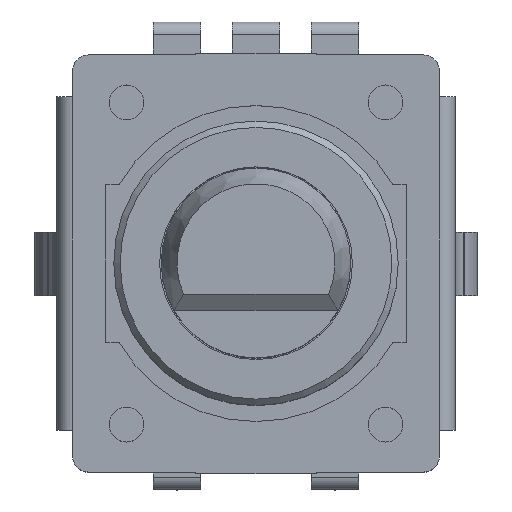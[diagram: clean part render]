
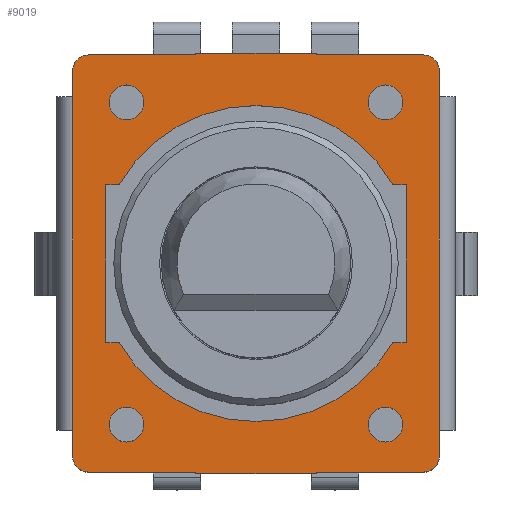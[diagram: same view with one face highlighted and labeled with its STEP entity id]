
A CAD part, top view. The second image highlights one B-rep face of the part: STEP entity #9019.
In plain terms, the highlighted planar face has unit normal (0, 0, 1).
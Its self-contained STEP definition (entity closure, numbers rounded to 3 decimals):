
#414=CIRCLE('',#11317,5.);
#415=CIRCLE('',#11318,5.);
#416=CIRCLE('',#11319,0.55);
#417=CIRCLE('',#11320,0.55);
#418=CIRCLE('',#11321,0.55);
#419=CIRCLE('',#11322,0.55);
#420=CIRCLE('',#11323,0.5);
#421=CIRCLE('',#11324,0.5);
#422=CIRCLE('',#11325,0.5);
#423=CIRCLE('',#11326,0.5);
#1767=ORIENTED_EDGE('',*,*,#3890,.F.);
#1768=ORIENTED_EDGE('',*,*,#3891,.F.);
#1769=ORIENTED_EDGE('',*,*,#3892,.F.);
#1770=ORIENTED_EDGE('',*,*,#3893,.F.);
#1771=ORIENTED_EDGE('',*,*,#3894,.F.);
#1772=ORIENTED_EDGE('',*,*,#3895,.F.);
#1773=ORIENTED_EDGE('',*,*,#3896,.F.);
#1774=ORIENTED_EDGE('',*,*,#3897,.F.);
#1775=ORIENTED_EDGE('',*,*,#3898,.T.);
#1776=ORIENTED_EDGE('',*,*,#3899,.T.);
#1777=ORIENTED_EDGE('',*,*,#3900,.T.);
#1778=ORIENTED_EDGE('',*,*,#3901,.T.);
#1779=ORIENTED_EDGE('',*,*,#3860,.T.);
#1780=ORIENTED_EDGE('',*,*,#3902,.T.);
#1781=ORIENTED_EDGE('',*,*,#3863,.T.);
#1782=ORIENTED_EDGE('',*,*,#3903,.T.);
#1783=ORIENTED_EDGE('',*,*,#3904,.T.);
#1784=ORIENTED_EDGE('',*,*,#3905,.T.);
#1785=ORIENTED_EDGE('',*,*,#3713,.T.);
#1786=ORIENTED_EDGE('',*,*,#3906,.T.);
#1787=ORIENTED_EDGE('',*,*,#3844,.T.);
#1788=ORIENTED_EDGE('',*,*,#3907,.T.);
#1789=ORIENTED_EDGE('',*,*,#3852,.T.);
#1790=ORIENTED_EDGE('',*,*,#3908,.T.);
#1791=ORIENTED_EDGE('',*,*,#3707,.T.);
#1792=ORIENTED_EDGE('',*,*,#3909,.T.);
#1793=ORIENTED_EDGE('',*,*,#3910,.T.);
#1794=ORIENTED_EDGE('',*,*,#3911,.T.);
#1795=ORIENTED_EDGE('',*,*,#3857,.T.);
#1796=ORIENTED_EDGE('',*,*,#3912,.T.);
#1797=ORIENTED_EDGE('',*,*,#3847,.T.);
#1798=ORIENTED_EDGE('',*,*,#3913,.T.);
#3707=EDGE_CURVE('',#4873,#4872,#5816,.T.);
#3713=EDGE_CURVE('',#4876,#4878,#5822,.T.);
#3844=EDGE_CURVE('',#4979,#4977,#5917,.T.);
#3847=EDGE_CURVE('',#4981,#4975,#5920,.T.);
#3852=EDGE_CURVE('',#4986,#4985,#5925,.T.);
#3857=EDGE_CURVE('',#4988,#4990,#5930,.T.);
#3860=EDGE_CURVE('',#4994,#4993,#5933,.T.);
#3863=EDGE_CURVE('',#4997,#4996,#5936,.T.);
#3890=EDGE_CURVE('',#5015,#5016,#5953,.T.);
#3891=EDGE_CURVE('',#5017,#5015,#414,.T.);
#3892=EDGE_CURVE('',#5018,#5017,#5954,.T.);
#3893=EDGE_CURVE('',#5019,#5018,#5955,.T.);
#3894=EDGE_CURVE('',#5020,#5019,#5956,.T.);
#3895=EDGE_CURVE('',#5021,#5020,#415,.T.);
#3896=EDGE_CURVE('',#5022,#5021,#5957,.T.);
#3897=EDGE_CURVE('',#5016,#5022,#5958,.T.);
#3898=EDGE_CURVE('',#5023,#5023,#416,.T.);
#3899=EDGE_CURVE('',#5024,#5024,#417,.T.);
#3900=EDGE_CURVE('',#5025,#5025,#418,.T.);
#3901=EDGE_CURVE('',#5026,#5026,#419,.T.);
#3902=EDGE_CURVE('',#4993,#4997,#420,.T.);
#3903=EDGE_CURVE('',#4996,#5027,#5959,.T.);
#3904=EDGE_CURVE('',#5027,#5028,#5960,.T.);
#3905=EDGE_CURVE('',#5028,#4876,#5961,.T.);
#3906=EDGE_CURVE('',#4878,#4979,#421,.T.);
#3907=EDGE_CURVE('',#4977,#4986,#5962,.T.);
#3908=EDGE_CURVE('',#4985,#4873,#422,.T.);
#3909=EDGE_CURVE('',#4872,#5029,#5963,.T.);
#3910=EDGE_CURVE('',#5029,#5030,#5964,.T.);
#3911=EDGE_CURVE('',#5030,#4988,#5965,.T.);
#3912=EDGE_CURVE('',#4990,#4981,#423,.T.);
#3913=EDGE_CURVE('',#4975,#4994,#5966,.T.);
#4872=VERTEX_POINT('',#15545);
#4873=VERTEX_POINT('',#15547);
#4876=VERTEX_POINT('',#15554);
#4878=VERTEX_POINT('',#15558);
#4975=VERTEX_POINT('',#15800);
#4977=VERTEX_POINT('',#15806);
#4979=VERTEX_POINT('',#15812);
#4981=VERTEX_POINT('',#15818);
#4985=VERTEX_POINT('',#15827);
#4986=VERTEX_POINT('',#15829);
#4988=VERTEX_POINT('',#15834);
#4990=VERTEX_POINT('',#15838);
#4993=VERTEX_POINT('',#15845);
#4994=VERTEX_POINT('',#15847);
#4996=VERTEX_POINT('',#15852);
#4997=VERTEX_POINT('',#15854);
#5015=VERTEX_POINT('',#15901);
#5016=VERTEX_POINT('',#15902);
#5017=VERTEX_POINT('',#15904);
#5018=VERTEX_POINT('',#15906);
#5019=VERTEX_POINT('',#15908);
#5020=VERTEX_POINT('',#15910);
#5021=VERTEX_POINT('',#15912);
#5022=VERTEX_POINT('',#15914);
#5023=VERTEX_POINT('',#15917);
#5024=VERTEX_POINT('',#15919);
#5025=VERTEX_POINT('',#15921);
#5026=VERTEX_POINT('',#15923);
#5027=VERTEX_POINT('',#15926);
#5028=VERTEX_POINT('',#15928);
#5029=VERTEX_POINT('',#15934);
#5030=VERTEX_POINT('',#15936);
#5816=LINE('',#15546,#6808);
#5822=LINE('',#15559,#6814);
#5917=LINE('',#15811,#6909);
#5920=LINE('',#15817,#6912);
#5925=LINE('',#15828,#6917);
#5930=LINE('',#15839,#6922);
#5933=LINE('',#15846,#6925);
#5936=LINE('',#15853,#6928);
#5953=LINE('',#15900,#6945);
#5954=LINE('',#15905,#6946);
#5955=LINE('',#15907,#6947);
#5956=LINE('',#15909,#6948);
#5957=LINE('',#15913,#6949);
#5958=LINE('',#15915,#6950);
#5959=LINE('',#15925,#6951);
#5960=LINE('',#15927,#6952);
#5961=LINE('',#15929,#6953);
#5962=LINE('',#15931,#6954);
#5963=LINE('',#15933,#6955);
#5964=LINE('',#15935,#6956);
#5965=LINE('',#15937,#6957);
#5966=LINE('',#15939,#6958);
#6808=VECTOR('',#12549,1000.);
#6814=VECTOR('',#12557,1000.);
#6909=VECTOR('',#12766,1000.);
#6912=VECTOR('',#12771,1000.);
#6917=VECTOR('',#12778,1000.);
#6922=VECTOR('',#12785,1000.);
#6925=VECTOR('',#12790,1000.);
#6928=VECTOR('',#12795,1000.);
#6945=VECTOR('',#12836,1000.);
#6946=VECTOR('',#12839,1000.);
#6947=VECTOR('',#12840,1000.);
#6948=VECTOR('',#12841,1000.);
#6949=VECTOR('',#12844,1000.);
#6950=VECTOR('',#12845,1000.);
#6951=VECTOR('',#12856,1000.);
#6952=VECTOR('',#12857,1000.);
#6953=VECTOR('',#12858,1000.);
#6954=VECTOR('',#12861,1000.);
#6955=VECTOR('',#12864,1000.);
#6956=VECTOR('',#12865,1000.);
#6957=VECTOR('',#12866,1000.);
#6958=VECTOR('',#12869,1000.);
#7544=EDGE_LOOP('',(#1767,#1768,#1769,#1770,#1771,#1772,#1773,#1774));
#7545=EDGE_LOOP('',(#1775));
#7546=EDGE_LOOP('',(#1776));
#7547=EDGE_LOOP('',(#1777));
#7548=EDGE_LOOP('',(#1778));
#7549=EDGE_LOOP('',(#1779,#1780,#1781,#1782,#1783,#1784,#1785,#1786,#1787,
#1788,#1789,#1790,#1791,#1792,#1793,#1794,#1795,#1796,#1797,#1798));
#8101=FACE_BOUND('',#7544,.T.);
#8102=FACE_BOUND('',#7545,.T.);
#8103=FACE_BOUND('',#7546,.T.);
#8104=FACE_BOUND('',#7547,.T.);
#8105=FACE_BOUND('',#7548,.T.);
#8106=FACE_BOUND('',#7549,.T.);
#8623=PLANE('',#11316);
#9019=ADVANCED_FACE('',(#8101,#8102,#8103,#8104,#8105,#8106),#8623,.T.);
#11316=AXIS2_PLACEMENT_3D('',#15899,#12834,#12835);
#11317=AXIS2_PLACEMENT_3D('',#15903,#12837,#12838);
#11318=AXIS2_PLACEMENT_3D('',#15911,#12842,#12843);
#11319=AXIS2_PLACEMENT_3D('',#15916,#12846,#12847);
#11320=AXIS2_PLACEMENT_3D('',#15918,#12848,#12849);
#11321=AXIS2_PLACEMENT_3D('',#15920,#12850,#12851);
#11322=AXIS2_PLACEMENT_3D('',#15922,#12852,#12853);
#11323=AXIS2_PLACEMENT_3D('',#15924,#12854,#12855);
#11324=AXIS2_PLACEMENT_3D('',#15930,#12859,#12860);
#11325=AXIS2_PLACEMENT_3D('',#15932,#12862,#12863);
#11326=AXIS2_PLACEMENT_3D('',#15938,#12867,#12868);
#12549=DIRECTION('',(1.,0.,0.));
#12557=DIRECTION('',(-1.,0.,0.));
#12766=DIRECTION('',(0.,-1.,0.));
#12771=DIRECTION('',(0.,1.,0.));
#12778=DIRECTION('',(0.,-1.,0.));
#12785=DIRECTION('',(1.,0.,0.));
#12790=DIRECTION('',(0.,1.,0.));
#12795=DIRECTION('',(-1.,0.,0.));
#12834=DIRECTION('',(0.,0.,1.));
#12835=DIRECTION('',(1.,0.,0.));
#12836=DIRECTION('',(-1.,0.,0.));
#12837=DIRECTION('',(0.,0.,1.));
#12838=DIRECTION('',(1.,0.,0.));
#12839=DIRECTION('',(-1.,0.,0.));
#12840=DIRECTION('',(0.,1.,0.));
#12841=DIRECTION('',(1.,0.,0.));
#12842=DIRECTION('',(0.,0.,1.));
#12843=DIRECTION('',(1.,0.,0.));
#12844=DIRECTION('',(1.,0.,0.));
#12845=DIRECTION('',(0.,-1.,0.));
#12846=DIRECTION('',(0.,0.,-1.));
#12847=DIRECTION('',(1.,0.,0.));
#12848=DIRECTION('',(0.,0.,-1.));
#12849=DIRECTION('',(1.,0.,0.));
#12850=DIRECTION('',(0.,0.,-1.));
#12851=DIRECTION('',(1.,0.,0.));
#12852=DIRECTION('',(0.,0.,-1.));
#12853=DIRECTION('',(1.,0.,0.));
#12854=DIRECTION('',(0.,0.,1.));
#12855=DIRECTION('',(1.,0.,0.));
#12856=DIRECTION('',(0.,1.,0.));
#12857=DIRECTION('',(-1.,0.,0.));
#12858=DIRECTION('',(0.,-1.,0.));
#12859=DIRECTION('',(0.,0.,1.));
#12860=DIRECTION('',(1.,0.,0.));
#12861=DIRECTION('',(0.,-1.,0.));
#12862=DIRECTION('',(0.,0.,1.));
#12863=DIRECTION('',(1.,0.,0.));
#12864=DIRECTION('',(0.,-1.,0.));
#12865=DIRECTION('',(1.,0.,0.));
#12866=DIRECTION('',(0.,1.,0.));
#12867=DIRECTION('',(0.,0.,1.));
#12868=DIRECTION('',(1.,0.,0.));
#12869=DIRECTION('',(0.,1.,0.));
#15545=CARTESIAN_POINT('',(-1.9,-6.6,0.));
#15546=CARTESIAN_POINT('',(-5.8,-6.6,0.));
#15547=CARTESIAN_POINT('',(-5.3,-6.6,0.));
#15554=CARTESIAN_POINT('',(-1.9,6.6,0.));
#15558=CARTESIAN_POINT('',(-5.3,6.6,0.));
#15559=CARTESIAN_POINT('',(5.8,6.6,0.));
#15800=CARTESIAN_POINT('',(5.8,-5.275,0.));
#15806=CARTESIAN_POINT('',(-5.8,5.275,0.));
#15811=CARTESIAN_POINT('',(-5.8,6.6,0.));
#15812=CARTESIAN_POINT('',(-5.8,6.1,0.));
#15817=CARTESIAN_POINT('',(5.8,-6.6,0.));
#15818=CARTESIAN_POINT('',(5.8,-6.1,0.));
#15827=CARTESIAN_POINT('',(-5.8,-6.1,0.));
#15828=CARTESIAN_POINT('',(-5.8,6.6,0.));
#15829=CARTESIAN_POINT('',(-5.8,-5.275,0.));
#15834=CARTESIAN_POINT('',(1.9,-6.6,0.));
#15838=CARTESIAN_POINT('',(5.3,-6.6,0.));
#15839=CARTESIAN_POINT('',(-5.8,-6.6,0.));
#15845=CARTESIAN_POINT('',(5.8,6.1,0.));
#15846=CARTESIAN_POINT('',(5.8,-6.6,0.));
#15847=CARTESIAN_POINT('',(5.8,5.275,0.));
#15852=CARTESIAN_POINT('',(1.9,6.6,0.));
#15853=CARTESIAN_POINT('',(5.8,6.6,0.));
#15854=CARTESIAN_POINT('',(5.3,6.6,0.));
#15899=CARTESIAN_POINT('',(0.,0.,0.));
#15900=CARTESIAN_POINT('',(-4.75,2.5,0.));
#15901=CARTESIAN_POINT('',(-4.33,2.5,0.));
#15902=CARTESIAN_POINT('',(-4.75,2.5,0.));
#15903=CARTESIAN_POINT('',(0.,0.,0.));
#15904=CARTESIAN_POINT('',(4.33,2.5,0.));
#15905=CARTESIAN_POINT('',(4.33,2.5,0.));
#15906=CARTESIAN_POINT('',(4.75,2.5,0.));
#15907=CARTESIAN_POINT('',(4.75,2.5,0.));
#15908=CARTESIAN_POINT('',(4.75,-2.5,0.));
#15909=CARTESIAN_POINT('',(4.75,-2.5,0.));
#15910=CARTESIAN_POINT('',(4.33,-2.5,0.));
#15911=CARTESIAN_POINT('',(0.,0.,0.));
#15912=CARTESIAN_POINT('',(-4.33,-2.5,0.));
#15913=CARTESIAN_POINT('',(-4.75,-2.5,0.));
#15914=CARTESIAN_POINT('',(-4.75,-2.5,0.));
#15915=CARTESIAN_POINT('',(-4.75,2.5,0.));
#15916=CARTESIAN_POINT('',(-4.1,-5.1,0.));
#15917=CARTESIAN_POINT('',(-3.55,-5.1,0.));
#15918=CARTESIAN_POINT('',(4.1,-5.1,0.));
#15919=CARTESIAN_POINT('',(4.65,-5.1,0.));
#15920=CARTESIAN_POINT('',(4.1,5.1,0.));
#15921=CARTESIAN_POINT('',(4.65,5.1,0.));
#15922=CARTESIAN_POINT('',(-4.1,5.1,0.));
#15923=CARTESIAN_POINT('',(-3.55,5.1,0.));
#15924=CARTESIAN_POINT('',(5.3,6.1,0.));
#15925=CARTESIAN_POINT('',(1.9,6.6,0.));
#15926=CARTESIAN_POINT('',(1.9,6.65,0.));
#15927=CARTESIAN_POINT('',(1.9,6.65,0.));
#15928=CARTESIAN_POINT('',(-1.9,6.65,0.));
#15929=CARTESIAN_POINT('',(-1.9,6.65,0.));
#15930=CARTESIAN_POINT('',(-5.3,6.1,0.));
#15931=CARTESIAN_POINT('',(-5.8,5.275,0.));
#15932=CARTESIAN_POINT('',(-5.3,-6.1,0.));
#15933=CARTESIAN_POINT('',(-1.9,-6.6,0.));
#15934=CARTESIAN_POINT('',(-1.9,-6.65,0.));
#15935=CARTESIAN_POINT('',(-1.9,-6.65,0.));
#15936=CARTESIAN_POINT('',(1.9,-6.65,0.));
#15937=CARTESIAN_POINT('',(1.9,-6.65,0.));
#15938=CARTESIAN_POINT('',(5.3,-6.1,0.));
#15939=CARTESIAN_POINT('',(5.8,-5.275,0.));
